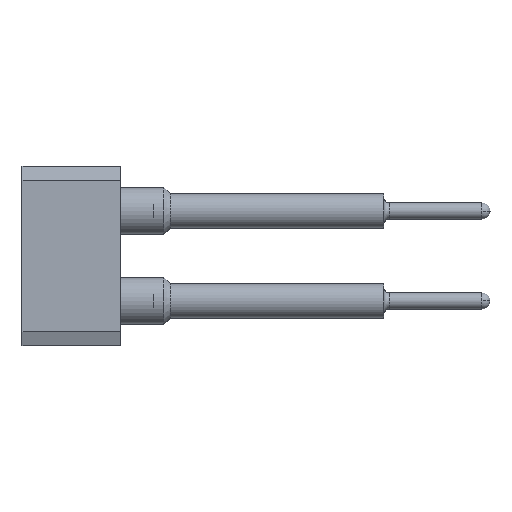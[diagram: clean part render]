
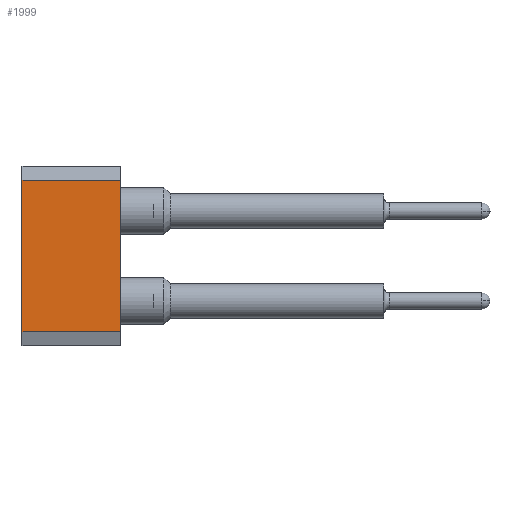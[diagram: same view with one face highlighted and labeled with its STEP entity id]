
A CAD part, left-side view. The second image highlights one B-rep face of the part: STEP entity #1999.
In plain terms, the highlighted planar face has unit normal (-1, 0, 0).
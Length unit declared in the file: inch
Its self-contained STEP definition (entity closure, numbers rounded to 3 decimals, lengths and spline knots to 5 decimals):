
#703 = EDGE_CURVE ( 'NONE', #6788, #2084, #3274, .T. ) ;
#742 = VECTOR ( 'NONE', #6587, 39.37008 ) ;
#764 = CARTESIAN_POINT ( 'NONE',  ( -0.01203, -0.11, -0.18425 ) ) ;
#901 = VECTOR ( 'NONE', #2904, 39.37008 ) ;
#1624 = VECTOR ( 'NONE', #7263, 39.37008 ) ;
#1626 = LINE ( 'NONE', #2853, #901 ) ;
#1999 = ADVANCED_FACE ( 'NONE', ( #4124 ), #2051, .T. ) ;
#2051 = PLANE ( 'NONE',  #8014 ) ;
#2084 = VERTEX_POINT ( 'NONE', #8372 ) ;
#2371 = EDGE_LOOP ( 'NONE', ( #7615, #8497, #7838, #5969 ) ) ;
#2853 = CARTESIAN_POINT ( 'NONE',  ( -0.01203, -0.11, -0.01575 ) ) ;
#2904 = DIRECTION ( 'NONE',  ( 0., 1., 0. ) ) ;
#2921 = CARTESIAN_POINT ( 'NONE',  ( -0.01203, -0.11, -0.18425 ) ) ;
#3117 = EDGE_CURVE ( 'NONE', #2084, #7343, #6445, .T. ) ;
#3128 = DIRECTION ( 'NONE',  ( 0., 0., 1. ) ) ;
#3274 = LINE ( 'NONE', #5204, #742 ) ;
#3468 = VERTEX_POINT ( 'NONE', #3531 ) ;
#3531 = CARTESIAN_POINT ( 'NONE',  ( -0.01203, -0.11, -0.01575 ) ) ;
#4124 = FACE_OUTER_BOUND ( 'NONE', #2371, .T. ) ;
#4443 = LINE ( 'NONE', #7182, #1624 ) ;
#4762 = DIRECTION ( 'NONE',  ( 0., 0., 1. ) ) ;
#5086 = CARTESIAN_POINT ( 'NONE',  ( -0.01203, 0., -0.01575 ) ) ;
#5093 = CARTESIAN_POINT ( 'NONE',  ( -0.01203, 0., -0.18425 ) ) ;
#5204 = CARTESIAN_POINT ( 'NONE',  ( -0.01203, -0.11, -0.18425 ) ) ;
#5969 = ORIENTED_EDGE ( 'NONE', *, *, #8086, .T. ) ;
#6445 = LINE ( 'NONE', #5093, #8039 ) ;
#6587 = DIRECTION ( 'NONE',  ( 0., 1., 0. ) ) ;
#6788 = VERTEX_POINT ( 'NONE', #2921 ) ;
#7182 = CARTESIAN_POINT ( 'NONE',  ( -0.01203, -0.11, -0.18425 ) ) ;
#7263 = DIRECTION ( 'NONE',  ( 0., 0., 1. ) ) ;
#7343 = VERTEX_POINT ( 'NONE', #5086 ) ;
#7615 = ORIENTED_EDGE ( 'NONE', *, *, #3117, .F. ) ;
#7838 = ORIENTED_EDGE ( 'NONE', *, *, #8702, .T. ) ;
#8014 = AXIS2_PLACEMENT_3D ( 'NONE', #764, #8205, #4762 ) ;
#8039 = VECTOR ( 'NONE', #3128, 39.37008 ) ;
#8086 = EDGE_CURVE ( 'NONE', #3468, #7343, #1626, .T. ) ;
#8205 = DIRECTION ( 'NONE',  ( -1., 0., 0. ) ) ;
#8372 = CARTESIAN_POINT ( 'NONE',  ( -0.01203, 0., -0.18425 ) ) ;
#8497 = ORIENTED_EDGE ( 'NONE', *, *, #703, .F. ) ;
#8702 = EDGE_CURVE ( 'NONE', #6788, #3468, #4443, .T. ) ;
